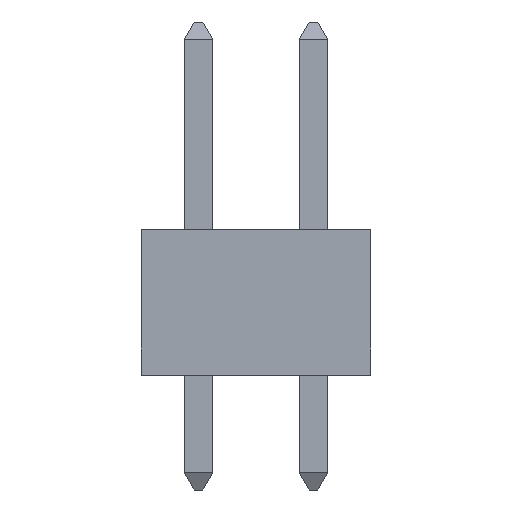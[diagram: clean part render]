
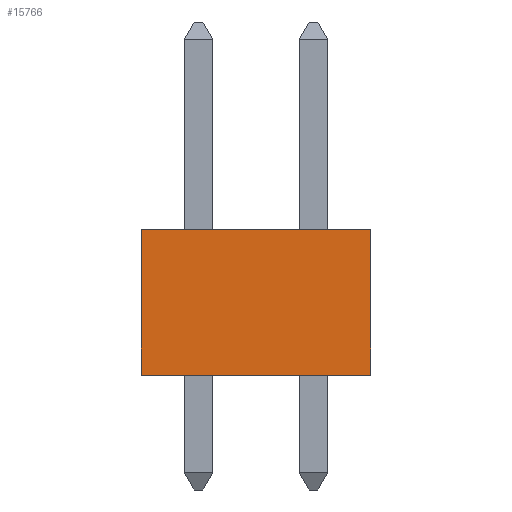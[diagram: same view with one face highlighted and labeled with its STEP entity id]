
A CAD part, left-side view. The second image highlights one B-rep face of the part: STEP entity #15766.
In plain terms, the highlighted planar face has unit normal (-1, 0, 0).
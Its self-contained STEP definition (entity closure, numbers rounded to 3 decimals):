
#15705 = CARTESIAN_POINT ( 'NONE',  ( -1., 3., 0. ) ) ;
#15706 = VERTEX_POINT ( 'NONE', #15705 ) ;
#15713 = CARTESIAN_POINT ( 'NONE',  ( -1., 3., 2.54 ) ) ;
#15714 = VERTEX_POINT ( 'NONE', #15713 ) ;
#15715 = CARTESIAN_POINT ( 'NONE',  ( -1., 3., 2.54 ) ) ;
#15716 = DIRECTION ( 'NONE',  ( 0., 0., -1. ) ) ;
#15717 = VECTOR ( 'NONE', #15716, 1000. ) ;
#15718 = LINE ( 'NONE', #15715, #15717 ) ;
#15719 = EDGE_CURVE ( 'NONE', #15714, #15706, #15718, .T. ) ;
#15736 = CARTESIAN_POINT ( 'NONE',  ( -1., -1., 0. ) ) ;
#15737 = VERTEX_POINT ( 'NONE', #15736 ) ;
#15738 = CARTESIAN_POINT ( 'NONE',  ( -1., -1., 0. ) ) ;
#15739 = DIRECTION ( 'NONE',  ( 0., -1., 0. ) ) ;
#15740 = VECTOR ( 'NONE', #15739, 1000. ) ;
#15741 = LINE ( 'NONE', #15738, #15740 ) ;
#15742 = EDGE_CURVE ( 'NONE', #15706, #15737, #15741, .T. ) ;
#15743 = ORIENTED_EDGE ( 'NONE', *, *, #15742, .T. ) ;
#15744 = CARTESIAN_POINT ( 'NONE',  ( -1., -1., 2.54 ) ) ;
#15745 = VERTEX_POINT ( 'NONE', #15744 ) ;
#15746 = CARTESIAN_POINT ( 'NONE',  ( -1., -1., 2.54 ) ) ;
#15747 = DIRECTION ( 'NONE',  ( 0., 0., -1. ) ) ;
#15748 = VECTOR ( 'NONE', #15747, 1000. ) ;
#15749 = LINE ( 'NONE', #15746, #15748 ) ;
#15750 = EDGE_CURVE ( 'NONE', #15745, #15737, #15749, .T. ) ;
#15751 = ORIENTED_EDGE ( 'NONE', *, *, #15750, .F. ) ;
#15752 = CARTESIAN_POINT ( 'NONE',  ( -1., -1., 2.54 ) ) ;
#15753 = DIRECTION ( 'NONE',  ( 0., -1., 0. ) ) ;
#15754 = VECTOR ( 'NONE', #15753, 1000. ) ;
#15755 = LINE ( 'NONE', #15752, #15754 ) ;
#15756 = EDGE_CURVE ( 'NONE', #15714, #15745, #15755, .T. ) ;
#15757 = ORIENTED_EDGE ( 'NONE', *, *, #15756, .F. ) ;
#15758 = ORIENTED_EDGE ( 'NONE', *, *, #15719, .T. ) ;
#15759 = EDGE_LOOP ( 'NONE', ( #15743, #15751, #15757, #15758 ) ) ;
#15760 = FACE_OUTER_BOUND ( 'NONE', #15759, .T. ) ;
#15761 = CARTESIAN_POINT ( 'NONE',  ( -1., -1., 2.54 ) ) ;
#15762 = DIRECTION ( 'NONE',  ( 1., 0., 0. ) ) ;
#15763 = DIRECTION ( 'NONE',  ( 0., 1., 0. ) ) ;
#15764 = AXIS2_PLACEMENT_3D ( 'NONE', #15761, #15762, #15763 ) ;
#15765 = PLANE ( 'NONE', #15764 ) ;
#15766 = ADVANCED_FACE ( 'NONE', ( #15760 ), #15765, .F. ) ;
